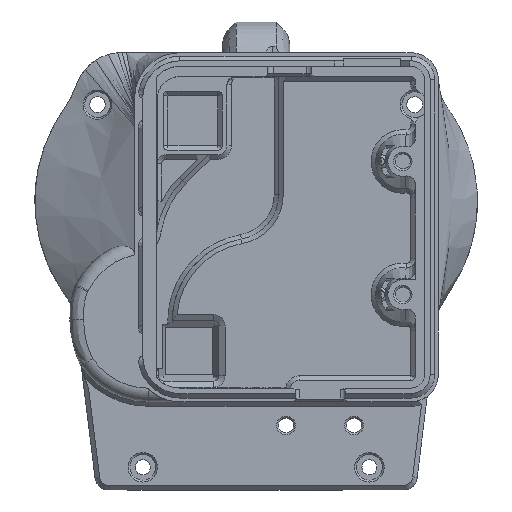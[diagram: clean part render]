
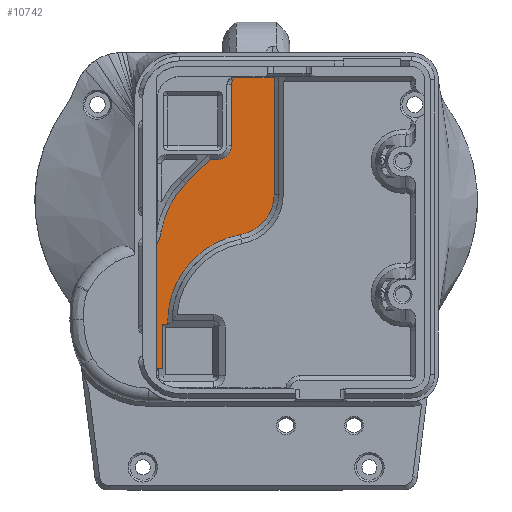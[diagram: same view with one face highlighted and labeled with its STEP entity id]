
A CAD part, top view. The second image highlights one B-rep face of the part: STEP entity #10742.
In plain terms, the highlighted planar face has unit normal (0, 0, 1).
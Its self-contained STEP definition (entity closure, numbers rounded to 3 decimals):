
#450=CIRCLE('',#11324,3.);
#451=CIRCLE('',#11327,1.);
#452=CIRCLE('',#11332,9.);
#454=CIRCLE('',#11335,19.5);
#456=CIRCLE('',#11338,0.408);
#457=CIRCLE('',#11340,13.841);
#460=CIRCLE('',#11346,10.841);
#518=CIRCLE('',#11505,19.);
#520=CIRCLE('',#11508,7.878);
#521=CIRCLE('',#11509,6.);
#710=B_SPLINE_CURVE_WITH_KNOTS('',3,(#16651,#16652,#16653,#16654,#16655,
#16656),.UNSPECIFIED.,.F.,.F.,(4,2,4),(0.012,0.054,
0.103),.UNSPECIFIED.);
#1298=FACE_OUTER_BOUND('',#1923,.T.);
#1923=EDGE_LOOP('',(#8272,#8273,#8274,#8275,#8276,#8277,#8278,#8279,#8280,
#8281,#8282,#8283,#8284,#8285,#8286,#8287,#8288,#8289,#8290));
#2537=LINE('',#16602,#3509);
#2539=LINE('',#16606,#3511);
#2542=LINE('',#16614,#3514);
#2544=LINE('',#16659,#3516);
#2545=LINE('',#16663,#3517);
#2554=LINE('',#16704,#3526);
#2556=LINE('',#16713,#3528);
#2571=LINE('',#16753,#3543);
#3509=VECTOR('',#12576,10.);
#3511=VECTOR('',#12580,10.);
#3514=VECTOR('',#12589,10.);
#3516=VECTOR('',#12597,10.);
#3517=VECTOR('',#12602,10.);
#3526=VECTOR('',#12635,10.);
#3528=VECTOR('',#12647,10.);
#3543=VECTOR('',#12682,10.);
#4537=VERTEX_POINT('',#16599);
#4538=VERTEX_POINT('',#16601);
#4539=VERTEX_POINT('',#16605);
#4540=VERTEX_POINT('',#16609);
#4541=VERTEX_POINT('',#16613);
#4542=VERTEX_POINT('',#16617);
#4543=VERTEX_POINT('',#16643);
#4544=VERTEX_POINT('',#16658);
#4545=VERTEX_POINT('',#16662);
#4546=VERTEX_POINT('',#16666);
#4548=VERTEX_POINT('',#16672);
#4550=VERTEX_POINT('',#16680);
#4551=VERTEX_POINT('',#16681);
#4553=VERTEX_POINT('',#16687);
#4555=VERTEX_POINT('',#16692);
#4559=VERTEX_POINT('',#16702);
#4561=VERTEX_POINT('',#16708);
#4820=VERTEX_POINT('',#18429);
#4822=VERTEX_POINT('',#18435);
#5720=EDGE_CURVE('',#4537,#4538,#2537,.T.);
#5722=EDGE_CURVE('',#4538,#4539,#2539,.T.);
#5724=EDGE_CURVE('',#4539,#4540,#450,.T.);
#5726=EDGE_CURVE('',#4540,#4541,#2542,.T.);
#5729=EDGE_CURVE('',#4541,#4542,#451,.T.);
#5731=EDGE_CURVE('',#4542,#4543,#710,.F.);
#5732=EDGE_CURVE('',#4543,#4544,#2544,.T.);
#5734=EDGE_CURVE('',#4544,#4545,#2545,.T.);
#5736=EDGE_CURVE('',#4545,#4546,#452,.T.);
#5739=EDGE_CURVE('',#4546,#4548,#454,.T.);
#5742=EDGE_CURVE('',#4550,#4551,#456,.T.);
#5746=EDGE_CURVE('',#4553,#4555,#457,.T.);
#5752=EDGE_CURVE('',#4559,#4553,#2554,.T.);
#5755=EDGE_CURVE('',#4561,#4559,#460,.T.);
#5757=EDGE_CURVE('',#4551,#4561,#2556,.T.);
#5777=EDGE_CURVE('',#4548,#4550,#2571,.T.);
#6106=EDGE_CURVE('',#4820,#4537,#518,.T.);
#6108=EDGE_CURVE('',#4822,#4820,#520,.T.);
#6109=EDGE_CURVE('',#4555,#4822,#521,.T.);
#8272=ORIENTED_EDGE('',*,*,#5755,.F.);
#8273=ORIENTED_EDGE('',*,*,#5757,.F.);
#8274=ORIENTED_EDGE('',*,*,#5742,.F.);
#8275=ORIENTED_EDGE('',*,*,#5777,.F.);
#8276=ORIENTED_EDGE('',*,*,#5739,.F.);
#8277=ORIENTED_EDGE('',*,*,#5736,.F.);
#8278=ORIENTED_EDGE('',*,*,#5734,.F.);
#8279=ORIENTED_EDGE('',*,*,#5732,.F.);
#8280=ORIENTED_EDGE('',*,*,#5731,.F.);
#8281=ORIENTED_EDGE('',*,*,#5729,.F.);
#8282=ORIENTED_EDGE('',*,*,#5726,.F.);
#8283=ORIENTED_EDGE('',*,*,#5724,.F.);
#8284=ORIENTED_EDGE('',*,*,#5722,.F.);
#8285=ORIENTED_EDGE('',*,*,#5720,.F.);
#8286=ORIENTED_EDGE('',*,*,#6106,.F.);
#8287=ORIENTED_EDGE('',*,*,#6108,.F.);
#8288=ORIENTED_EDGE('',*,*,#6109,.F.);
#8289=ORIENTED_EDGE('',*,*,#5746,.F.);
#8290=ORIENTED_EDGE('',*,*,#5752,.F.);
#10314=PLANE('',#11507);
#10742=ADVANCED_FACE('',(#1298),#10314,.T.);
#11324=AXIS2_PLACEMENT_3D('',#16610,#12584,#12585);
#11327=AXIS2_PLACEMENT_3D('',#16622,#12593,#12594);
#11332=AXIS2_PLACEMENT_3D('',#16667,#12606,#12607);
#11335=AXIS2_PLACEMENT_3D('',#16673,#12613,#12614);
#11338=AXIS2_PLACEMENT_3D('',#16682,#12619,#12620);
#11340=AXIS2_PLACEMENT_3D('',#16693,#12625,#12626);
#11346=AXIS2_PLACEMENT_3D('',#16710,#12642,#12643);
#11505=AXIS2_PLACEMENT_3D('',#18432,#13170,#13171);
#11507=AXIS2_PLACEMENT_3D('',#18434,#13174,#13175);
#11508=AXIS2_PLACEMENT_3D('',#18436,#13176,#13177);
#11509=AXIS2_PLACEMENT_3D('',#18437,#13178,#13179);
#12576=DIRECTION('',(0.707,0.707,0.));
#12580=DIRECTION('',(1.,0.,0.));
#12584=DIRECTION('center_axis',(0.,0.,1.));
#12585=DIRECTION('ref_axis',(0.,-1.,0.));
#12589=DIRECTION('',(0.,1.,0.));
#12593=DIRECTION('center_axis',(0.,0.,-1.));
#12594=DIRECTION('ref_axis',(-1.,0.,0.));
#12597=DIRECTION('',(1.,0.,0.));
#12602=DIRECTION('',(0.,-1.,0.));
#12606=DIRECTION('center_axis',(0.,0.,-1.));
#12607=DIRECTION('ref_axis',(1.,0.,0.));
#12613=DIRECTION('center_axis',(0.,0.,1.));
#12614=DIRECTION('ref_axis',(-1.,0.004,0.));
#12619=DIRECTION('center_axis',(0.,0.,1.));
#12620=DIRECTION('ref_axis',(-1.,0.,0.));
#12625=DIRECTION('center_axis',(0.,0.,-1.));
#12626=DIRECTION('ref_axis',(0.,1.,0.));
#12635=DIRECTION('',(0.,1.,0.));
#12642=DIRECTION('center_axis',(0.,0.,-1.));
#12643=DIRECTION('ref_axis',(-1.,0.,0.));
#12647=DIRECTION('',(0.,-1.,0.));
#12682=DIRECTION('',(-1.,0.,0.));
#13170=DIRECTION('center_axis',(0.,0.,-1.));
#13171=DIRECTION('ref_axis',(-0.707,0.707,0.));
#13174=DIRECTION('center_axis',(0.,0.,1.));
#13175=DIRECTION('ref_axis',(-1.,0.,0.));
#13176=DIRECTION('center_axis',(0.,0.,1.));
#13177=DIRECTION('ref_axis',(0.461,-0.888,0.));
#13178=DIRECTION('center_axis',(0.,0.,1.));
#13179=DIRECTION('ref_axis',(0.465,-0.885,0.));
#16599=CARTESIAN_POINT('',(-15.591,2.308,35.986));
#16601=CARTESIAN_POINT('',(-10.124,7.775,35.986));
#16602=CARTESIAN_POINT('',(-12.396,5.503,35.986));
#16605=CARTESIAN_POINT('',(-8.475,7.775,35.986));
#16606=CARTESIAN_POINT('',(-4.353,7.775,35.986));
#16609=CARTESIAN_POINT('',(-5.475,10.775,35.986));
#16610=CARTESIAN_POINT('Origin',(-8.475,10.775,35.986));
#16613=CARTESIAN_POINT('',(-5.475,24.316,35.986));
#16614=CARTESIAN_POINT('',(-5.475,8.321,35.986));
#16617=CARTESIAN_POINT('',(-5.28,24.908,35.986));
#16622=CARTESIAN_POINT('Origin',(-4.475,24.316,35.986));
#16643=CARTESIAN_POINT('',(-5.004,25.711,35.986));
#16651=CARTESIAN_POINT('Ctrl Pts',(-5.004,25.711,35.986));
#16652=CARTESIAN_POINT('Ctrl Pts',(-5.014,25.57,35.986));
#16653=CARTESIAN_POINT('Ctrl Pts',(-5.042,25.429,35.986));
#16654=CARTESIAN_POINT('Ctrl Pts',(-5.136,25.143,35.986));
#16655=CARTESIAN_POINT('Ctrl Pts',(-5.204,25.011,35.986));
#16656=CARTESIAN_POINT('Ctrl Pts',(-5.28,24.908,35.986));
#16658=CARTESIAN_POINT('',(4.,25.711,35.986));
#16659=CARTESIAN_POINT('',(7.483,25.711,35.986));
#16662=CARTESIAN_POINT('',(4.,0.,35.986));
#16663=CARTESIAN_POINT('',(4.,10.425,35.986));
#16666=CARTESIAN_POINT('',(-3.426,-8.861,35.986));
#16667=CARTESIAN_POINT('Origin',(-5.,0.,35.986));
#16672=CARTESIAN_POINT('',(-19.507,-28.61,35.986));
#16673=CARTESIAN_POINT('Origin',(-0.014,-28.061,
35.986));
#16680=CARTESIAN_POINT('',(-20.347,-28.61,35.986));
#16681=CARTESIAN_POINT('',(-20.755,-29.018,35.986));
#16682=CARTESIAN_POINT('Origin',(-20.347,-29.018,35.986));
#16687=CARTESIAN_POINT('',(-34.635,-19.3,35.986));
#16692=CARTESIAN_POINT('',(-26.309,-14.295,35.986));
#16693=CARTESIAN_POINT('Origin',(-23.794,-27.905,35.986));
#16702=CARTESIAN_POINT('',(-34.635,-27.905,35.986));
#16704=CARTESIAN_POINT('',(-34.635,-27.905,35.986));
#16708=CARTESIAN_POINT('',(-20.755,-38.311,35.986));
#16710=CARTESIAN_POINT('Origin',(-23.794,-27.905,35.986));
#16713=CARTESIAN_POINT('',(-20.755,-17.075,35.986));
#16753=CARTESIAN_POINT('',(-4.79,-28.61,35.986));
#18429=CARTESIAN_POINT('',(-20.937,-8.256,35.986));
#18432=CARTESIAN_POINT('Origin',(-2.156,-11.127,35.986));
#18434=CARTESIAN_POINT('Origin',(-0.232,-5.132,35.986));
#18435=CARTESIAN_POINT('',(-23.162,-12.644,35.986));
#18436=CARTESIAN_POINT('Origin',(-28.725,-7.065,35.986));
#18437=CARTESIAN_POINT('Origin',(-27.399,-8.395,35.986));
